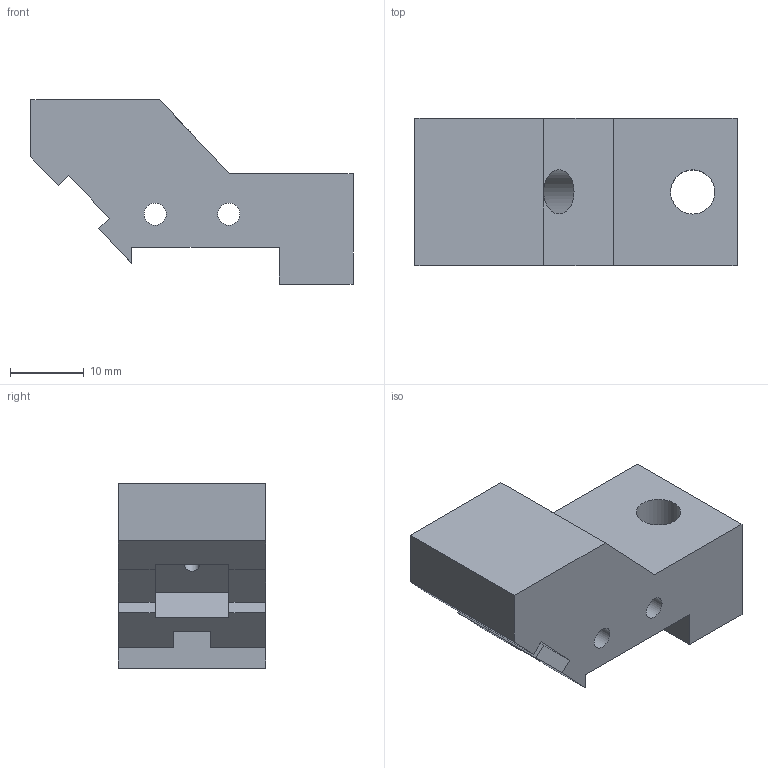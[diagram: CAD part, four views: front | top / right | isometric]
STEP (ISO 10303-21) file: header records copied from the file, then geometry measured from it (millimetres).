
FILE_DESCRIPTION(('HOOPS Exchange Step'),'2;1');
FILE_NAME('e1e112ec37dd5d3568da73ac2272903420200314-1206-3zczud.SLDPRT.step','2020-03-14T10:15:27+00:00',('converter2'),('Unknown organisation'),'HOOPS Exchange 2019.2','HOOPS Exchange','Unknown authorisation');
FILE_SCHEMA( ('AUTOMOTIVE_DESIGN { 1 0 10303 214 1 1 1 1 }') );
Length unit declared in the file: millimetre
Products named in the file (2): universal_case; e1e112ec37dd5d3568da73ac2272903420200314-1206-3zczud
Assembly tree (1 placements, depth 2):
  e1e112ec37dd5d3568da73ac2272903420200314-1206-3zczud
    universal_case
Bounding box: 43.67 x 20 x 25 mm (x, y, z)
Volume: 11125.8 mm3; surface area: 4777 mm2
Topology: 1 solids, 1 shells, 33 faces, 95 edges, 64 vertices
Faces by surface type: plane 28, cylinder 5
Full cylindrical faces by diameter (mm): 2 x1, 3 x2, 6 x2
Entity records: 1142 total; most frequent: CARTESIAN_POINT 195, ORIENTED_EDGE 190, DIRECTION 181, EDGE_CURVE 95, VECTOR 81, LINE 81, VERTEX_POINT 64, AXIS2_PLACEMENT_3D 50
